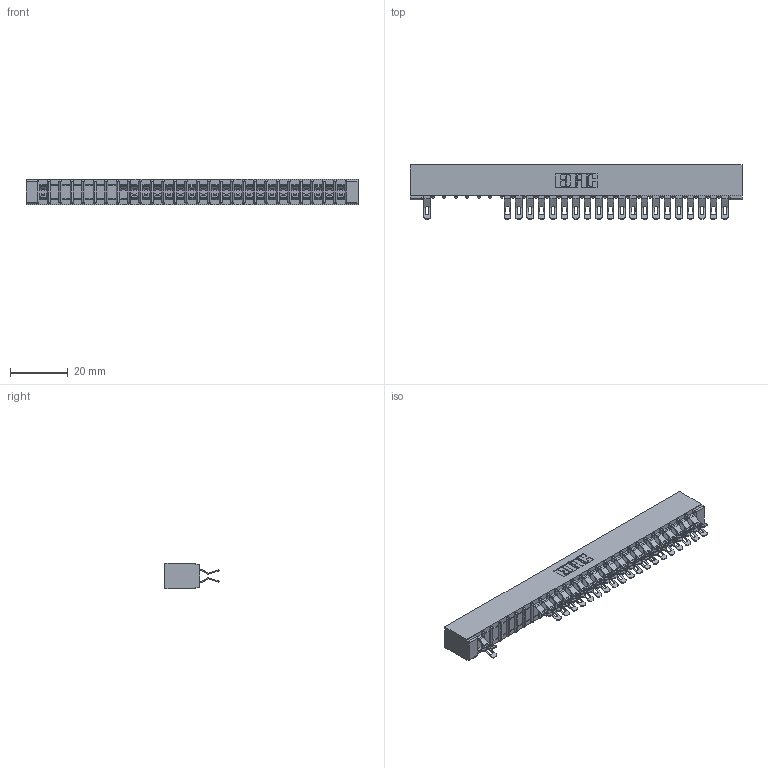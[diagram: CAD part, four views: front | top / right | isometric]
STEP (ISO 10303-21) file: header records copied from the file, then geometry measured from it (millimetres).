
FILE_DESCRIPTION (( 'STEP AP203' ), '1' );
FILE_NAME ('307-054-555-201.STEP', '2018-08-06T06:07:29', ( '' ), ( '' ), 'SwSTEP 2.0', 'SolidWorks 2016', '' );
FILE_SCHEMA (( 'CONFIG_CONTROL_DESIGN' ));
Length unit declared in the file: inch
Products named in the file (3): 307 Part_No Mounting Lugs; 307-290-001_555; 307-054-555-201
Assembly tree (42 placements, depth 2):
  307-054-555-201
    307 Part_No Mounting Lugs
    307-290-001_555  x41
Bounding box: 114.86 x 18.75 x 8.71 mm (x, y, z)
Volume: 7699.4 mm3; surface area: 14011.1 mm2
Topology: 42 solids, 42 shells, 2769 faces, 8136 edges, 5292 vertices
Faces by surface type: plane 1538, cylinder 1175, sphere 56
Entity records: 25703 total; most frequent: CARTESIAN_POINT 4266, ORIENTED_EDGE 4240, DIRECTION 4178, EDGE_CURVE 2120, VECTOR 1610, LINE 1610, VERTEX_POINT 1372, AXIS2_PLACEMENT_3D 1284
